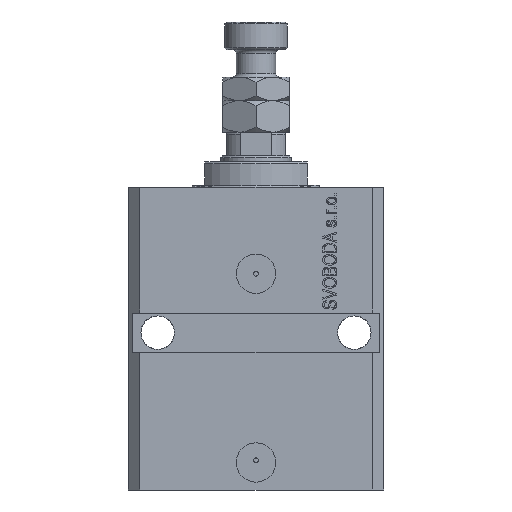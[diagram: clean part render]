
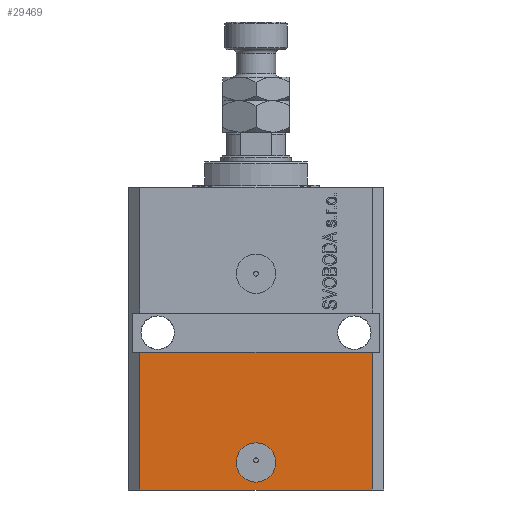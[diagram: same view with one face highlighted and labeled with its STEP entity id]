
A CAD part, front view. The second image highlights one B-rep face of the part: STEP entity #29469.
In plain terms, the highlighted planar face has unit normal (0, -1, 0).
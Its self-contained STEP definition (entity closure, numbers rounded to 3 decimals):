
#515 = ORIENTED_EDGE ( 'NONE', *, *, #27281, .F. ) ;
#2724 = CARTESIAN_POINT ( 'NONE',  ( 29.5, -22.5, -77. ) ) ;
#3000 = AXIS2_PLACEMENT_3D ( 'NONE', #33013, #47503, #32770 ) ;
#3289 = DIRECTION ( 'NONE',  ( 0., 0., 1. ) ) ;
#3911 = DIRECTION ( 'NONE',  ( 1., 0., 0. ) ) ;
#5022 = DIRECTION ( 'NONE',  ( 1., 0., 0. ) ) ;
#6172 = CARTESIAN_POINT ( 'NONE',  ( -29.5, -22.5, -77. ) ) ;
#6807 = FACE_BOUND ( 'NONE', #19473, .T. ) ;
#7453 = LINE ( 'NONE', #2724, #34926 ) ;
#8876 = CARTESIAN_POINT ( 'NONE',  ( -29.5, -22.5, -42. ) ) ;
#9816 = FACE_OUTER_BOUND ( 'NONE', #45884, .T. ) ;
#10178 = VERTEX_POINT ( 'NONE', #41070 ) ;
#10937 = EDGE_CURVE ( 'NONE', #20431, #36719, #37616, .T. ) ;
#11139 = VECTOR ( 'NONE', #39876, 1000. ) ;
#11895 = ORIENTED_EDGE ( 'NONE', *, *, #12399, .F. ) ;
#12399 = EDGE_CURVE ( 'NONE', #44692, #47154, #31691, .T. ) ;
#14322 = CARTESIAN_POINT ( 'NONE',  ( -29.5, -22.5, -77. ) ) ;
#14994 = CIRCLE ( 'NONE', #25353, 5. ) ;
#15508 = LINE ( 'NONE', #41240, #35182 ) ;
#16641 = CARTESIAN_POINT ( 'NONE',  ( 0., -22.5, -70. ) ) ;
#16888 = DIRECTION ( 'NONE',  ( 0., -1., 0. ) ) ;
#17581 = EDGE_CURVE ( 'NONE', #30501, #10178, #48105, .T. ) ;
#18300 = ORIENTED_EDGE ( 'NONE', *, *, #20932, .F. ) ;
#19473 = EDGE_LOOP ( 'NONE', ( #515, #11895 ) ) ;
#20431 = VERTEX_POINT ( 'NONE', #8876 ) ;
#20932 = EDGE_CURVE ( 'NONE', #30501, #20431, #15508, .T. ) ;
#23483 = CARTESIAN_POINT ( 'NONE',  ( 5., -22.5, -70. ) ) ;
#24502 = VECTOR ( 'NONE', #3911, 1000. ) ;
#25353 = AXIS2_PLACEMENT_3D ( 'NONE', #16641, #16888, #47102 ) ;
#27281 = EDGE_CURVE ( 'NONE', #47154, #44692, #14994, .T. ) ;
#27701 = AXIS2_PLACEMENT_3D ( 'NONE', #38981, #34737, #5022 ) ;
#29469 = ADVANCED_FACE ( 'NONE', ( #6807, #9816 ), #44248, .T. ) ;
#30501 = VERTEX_POINT ( 'NONE', #14322 ) ;
#30992 = EDGE_CURVE ( 'NONE', #10178, #36719, #7453, .T. ) ;
#31691 = CIRCLE ( 'NONE', #27701, 5. ) ;
#32770 = DIRECTION ( 'NONE',  ( 1., 0., 0. ) ) ;
#33013 = CARTESIAN_POINT ( 'NONE',  ( -29.5, -22.5, -77. ) ) ;
#34737 = DIRECTION ( 'NONE',  ( 0., -1., 0. ) ) ;
#34926 = VECTOR ( 'NONE', #37410, 1000. ) ;
#35182 = VECTOR ( 'NONE', #3289, 1000. ) ;
#36719 = VERTEX_POINT ( 'NONE', #36947 ) ;
#36947 = CARTESIAN_POINT ( 'NONE',  ( 29.5, -22.5, -42. ) ) ;
#37410 = DIRECTION ( 'NONE',  ( 0., 0., 1. ) ) ;
#37616 = LINE ( 'NONE', #45600, #24502 ) ;
#38981 = CARTESIAN_POINT ( 'NONE',  ( 0., -22.5, -70. ) ) ;
#39293 = ORIENTED_EDGE ( 'NONE', *, *, #30992, .T. ) ;
#39876 = DIRECTION ( 'NONE',  ( 1., 0., 0. ) ) ;
#40130 = ORIENTED_EDGE ( 'NONE', *, *, #17581, .T. ) ;
#41070 = CARTESIAN_POINT ( 'NONE',  ( 29.5, -22.5, -77. ) ) ;
#41124 = ORIENTED_EDGE ( 'NONE', *, *, #10937, .F. ) ;
#41240 = CARTESIAN_POINT ( 'NONE',  ( -29.5, -22.5, -77. ) ) ;
#41645 = CARTESIAN_POINT ( 'NONE',  ( -5., -22.5, -70. ) ) ;
#44248 = PLANE ( 'NONE',  #3000 ) ;
#44692 = VERTEX_POINT ( 'NONE', #41645 ) ;
#45600 = CARTESIAN_POINT ( 'NONE',  ( -32.5, -22.5, -42. ) ) ;
#45884 = EDGE_LOOP ( 'NONE', ( #41124, #18300, #40130, #39293 ) ) ;
#47102 = DIRECTION ( 'NONE',  ( 1., 0., 0. ) ) ;
#47154 = VERTEX_POINT ( 'NONE', #23483 ) ;
#47503 = DIRECTION ( 'NONE',  ( 0., -1., 0. ) ) ;
#48105 = LINE ( 'NONE', #6172, #11139 ) ;
